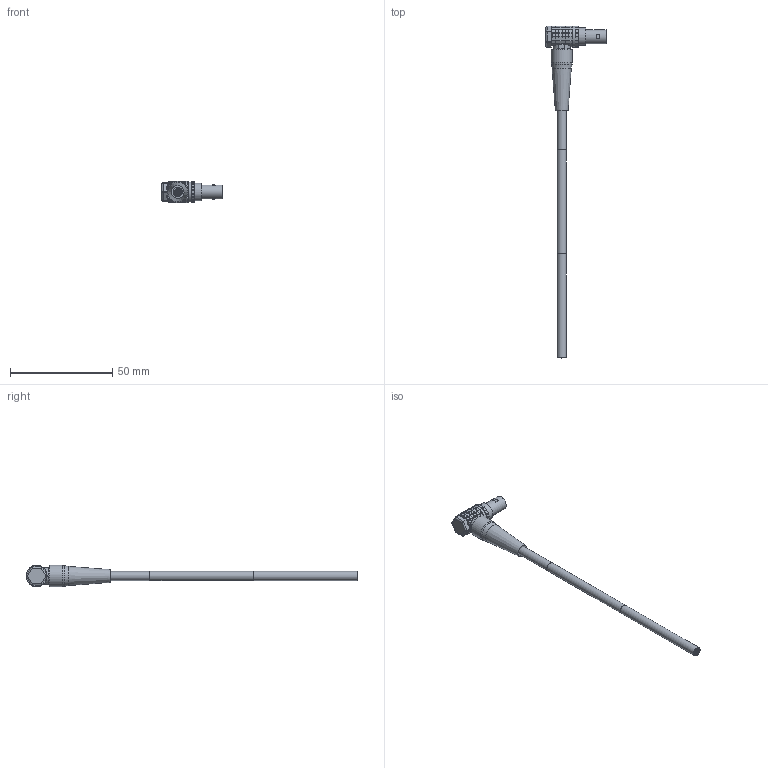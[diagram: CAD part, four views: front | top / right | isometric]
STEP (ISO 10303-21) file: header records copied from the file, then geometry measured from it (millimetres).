
FILE_DESCRIPTION(/* description */ (''),/* implementation_level */ '2;1');
FILE_NAME(/* name */ 'C10.stp',/* time_stamp */ '2024-01-03T14:07:20-05:00',/* author */ ('cthayer'),/* organization */ (''),/* preprocessor_version */ 'ST-DEVELOPER v19',/* originating_system */ 'Autodesk Inventor 2023',/* authorisation */ '');
FILE_SCHEMA (('AUTOMOTIVE_DESIGN { 1 0 10303 214 3 1 1 }'));
Length unit declared in the file: inch
Products named in the file (11): C10; CBP10017; CBP10017, Body Extension; CBP10017, Body; CBP10017, Nut; CBP10017, Pin Insert; CBP10017, Sleeve; CBP10017, Pin; CBP10017, Lock Extension; CBP10048; CBP10090
Assembly tree (16 placements, depth 3):
  C10
    CBP10017
      CBP10017, Body Extension
      CBP10017, Body
      CBP10017, Nut
      CBP10017, Pin Insert
      CBP10017, Pin  x5
      CBP10017, Sleeve
      CBP10017, Lock Extension
    CBP10048
    CBP10090  x3
Bounding box: 29.41 x 162.29 x 10.52 mm (x, y, z)
Volume: 5083.8 mm3; surface area: 7245.4 mm2
Topology: 15 solids, 15 shells, 1301 faces, 2908 edges, 1910 vertices
Faces by surface type: plane 903, cylinder 296, cone 47, bspline 46, torus 9
Full cylindrical faces by diameter (mm): 0.127 x57, 0.203 x114, 0.635 x5, 1.041 x10, 1.524 x1, 3.404 x3, 3.531 x3, 3.861 x1, 4.445 x3, 4.547 x1, 4.572 x2, 5.232 x1, 5.461 x2, 6.807 x1, 6.985 x1, 7.264 x1, 7.302 x1, 8.42 x1, 8.572 x1, 8.585 x1, 10.16 x1, 10.414 x1
Entity records: 34544 total; most frequent: CARTESIAN_POINT 9674, DIRECTION 4827, ORIENTED_EDGE 4790, EDGE_CURVE 2395, AXIS2_PLACEMENT_3D 1640, VERTEX_POINT 1582, LINE 1547, VECTOR 1547
